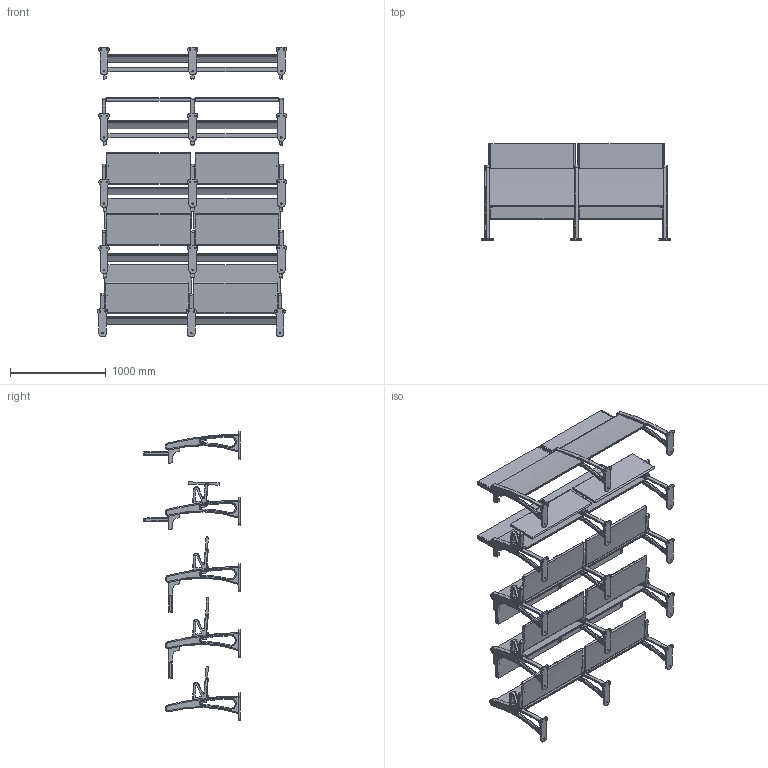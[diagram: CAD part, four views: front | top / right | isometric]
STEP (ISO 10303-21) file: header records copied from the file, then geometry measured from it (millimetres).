
FILE_DESCRIPTION(/* description */ (''),/* implementation_level */ '2;1');
FILE_NAME(/* name */ 'New Design Mech Bench v2.step',/* time_stamp */ '2022-12-10T09:22:21+01:00',/* author */ (''),/* organization */ (''),/* preprocessor_version */ 'ST-DEVELOPER v19',/* originating_system */ 'Autodesk Translation Framework v11.7.0.108',/* authorisation */ '');
FILE_SCHEMA (('AUTOMOTIVE_DESIGN { 1 0 10303 214 3 1 1 }'));
Length unit declared in the file: centimetre
Products named in the file (49): New Design Mech Bench; Set1; Component1; Component2; Component3; Component4; Component5; Component7; Component8; Component9 (1); Component1(Mirror); Set1(Mirror); Component1(Mirror) (2); Component2(Mirror); Component3(Mirror); Component4(Mirror); Component5(Mirror); Component7(Mirror); Component8(Mirror); Component9 (1)(Mirror); Component1(Mirror)(Mirror); Set1(Mirror)(Mirror); Component1(Mirror) (2)(Mirror); Component2(Mirror)(Mirror); Component3(Mirror)(Mirror); Component4(Mirror)(Mirror); Component5(Mirror)(Mirror); Component7(Mirror)(Mirror); Component8(Mirror)(Mirror); Component9 (1)(Mirror)(Mirror); Component1(Mirror)(Mirror)(Mirror); Set1(Mirror)(Mirror) (1); Component1(Mirror) (2)(Mirror) (1); Component2(Mirror)(Mirror) (1); Component4(Mirror)(Mirror) (1); Component5(Mirror)(Mirror) (1); Component7(Mirror)(Mirror) (1); Component9 (1)(Mirror)(Mirror) (1); Component1(Mirror)(Mirror)(Mirror) (1); Set1(Mirror) (1) ...
Assembly tree (48 placements, depth 3):
  New Design Mech Bench
    Set1
      Component1
      Component2
      Component3
      Component4
      Component5
      Component7
      Component8
      Component9 (1)
      Component1(Mirror)
    Set1(Mirror)
      Component1(Mirror) (2)
      Component2(Mirror)
      Component3(Mirror)
      Component4(Mirror)
      Component5(Mirror)
      Component7(Mirror)
      Component8(Mirror)
      Component9 (1)(Mirror)
      Component1(Mirror)(Mirror)
    Set1(Mirror)(Mirror)
      Component1(Mirror) (2)(Mirror)
      Component2(Mirror)(Mirror)
      Component3(Mirror)(Mirror)
      Component4(Mirror)(Mirror)
      Component5(Mirror)(Mirror)
      Component7(Mirror)(Mirror)
      Component8(Mirror)(Mirror)
      Component9 (1)(Mirror)(Mirror)
      Component1(Mirror)(Mirror)(Mirror)
    Set1(Mirror)(Mirror) (1)
      Component1(Mirror) (2)(Mirror) (1)
      Component2(Mirror)(Mirror) (1)
      Component4(Mirror)(Mirror) (1)
      Component5(Mirror)(Mirror) (1)
      Component7(Mirror)(Mirror) (1)
      Component9 (1)(Mirror)(Mirror) (1)
      Component1(Mirror)(Mirror)(Mirror) (1)
    Set1(Mirror) (1)
      Component1(Mirror) (3)
      Component2(Mirror) (1)
      Component3(Mirror) (1)
      Component4(Mirror) (1)
      Component5(Mirror) (1)
      Component7(Mirror) (1)
      Component8(Mirror) (1)
      Component9 (1)(Mirror) (1)
      Component1(Mirror)(Mirror) (1)
Bounding box: 1974.94 x 1004.96 x 3023.52 mm (x, y, z)
Volume: 253858539.4 mm3; surface area: 23482573.9 mm2
Topology: 41 solids, 41 shells, 1933 faces, 5046 edges, 3298 vertices
Faces by surface type: cylinder 1115, plane 668, torus 150
Full cylindrical faces by diameter (mm): 12 x16, 15 x45, 24 x12, 30 x12
Entity records: 63723 total; most frequent: CARTESIAN_POINT 12204, DIRECTION 11504, ORIENTED_EDGE 10092, EDGE_CURVE 5046, AXIS2_PLACEMENT_3D 4518, VERTEX_POINT 3298, CIRCLE 2472, LINE 2468
